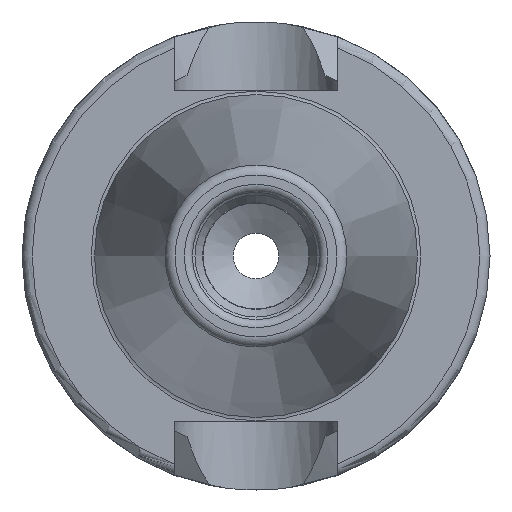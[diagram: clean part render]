
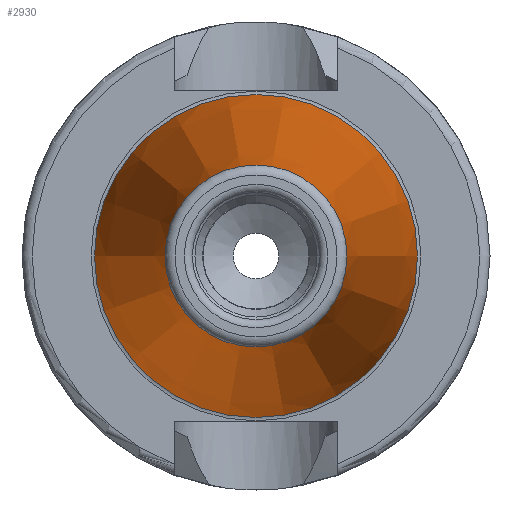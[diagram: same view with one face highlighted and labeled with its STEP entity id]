
A CAD part, left-side view. The second image highlights one B-rep face of the part: STEP entity #2930.
In plain terms, the highlighted conical face has half-angle 8.297 degrees and reference radius 12.408 mm.
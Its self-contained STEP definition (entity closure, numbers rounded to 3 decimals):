
#2896=CARTESIAN_POINT('',(-47.544,8.941,0.0));
#2897=VERTEX_POINT('',#2896);
#2898=CARTESIAN_POINT('',(-47.544,0.0,0.0));
#2899=DIRECTION('',(1.0,0.0,0.0));
#2900=DIRECTION('',(0.0,1.0,0.0));
#2901=AXIS2_PLACEMENT_3D('',#2898,#2899,#2900);
#2902=CIRCLE('',#2901,8.941);
#2903=EDGE_CURVE('',#2897,#2897,#2902,.T.);
#2911=CARTESIAN_POINT('',(-23.772,0.0,0.0));
#2912=DIRECTION('',(1.0,0.0,0.0));
#2913=DIRECTION('',(0.0,1.0,0.0));
#2914=AXIS2_PLACEMENT_3D('',#2911,#2912,#2913);
#2915=CONICAL_SURFACE('',#2914,12.408,8.297);
#2916=CARTESIAN_POINT('',(0.0,15.875,0.0));
#2917=VERTEX_POINT('',#2916);
#2918=CARTESIAN_POINT('',(0.0,0.0,0.0));
#2919=DIRECTION('',(1.0,0.0,0.0));
#2920=DIRECTION('',(0.0,1.0,0.0));
#2921=AXIS2_PLACEMENT_3D('',#2918,#2919,#2920);
#2922=CIRCLE('',#2921,15.875);
#2923=EDGE_CURVE('',#2917,#2917,#2922,.T.);
#2924=ORIENTED_EDGE('',*,*,#2923,.F.);
#2925=EDGE_LOOP('',(#2924));
#2926=FACE_OUTER_BOUND('',#2925,.T.);
#2927=ORIENTED_EDGE('',*,*,#2903,.T.);
#2928=EDGE_LOOP('',(#2927));
#2929=FACE_BOUND('',#2928,.T.);
#2930=ADVANCED_FACE('',(#2926,#2929),#2915,.T.);
